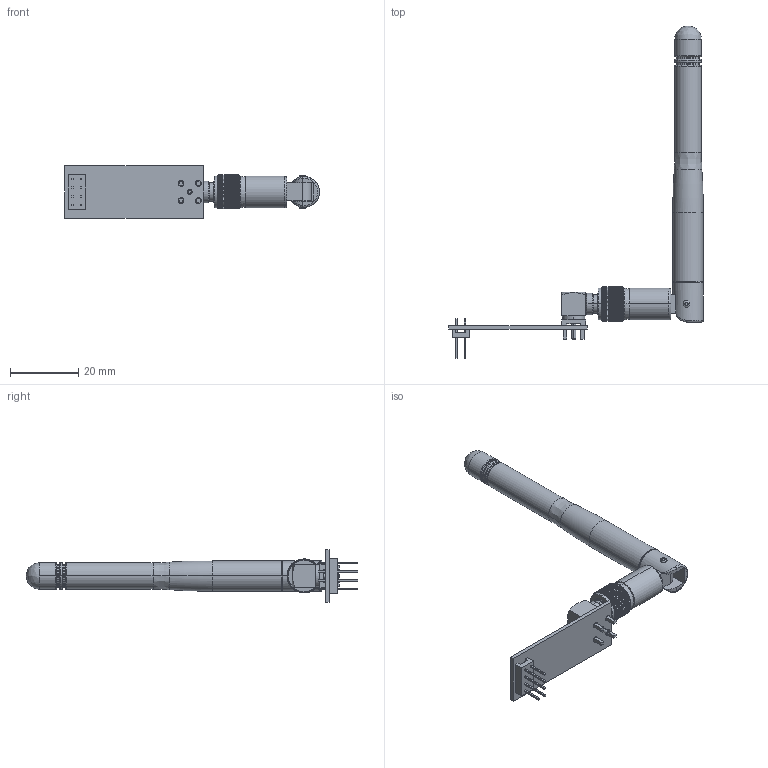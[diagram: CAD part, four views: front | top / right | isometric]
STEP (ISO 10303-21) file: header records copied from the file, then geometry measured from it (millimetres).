
FILE_DESCRIPTION (( 'STEP AP214' ), '1' );
FILE_NAME ('User Library-NRF24+SMA.STEP', '2019-04-27T23:10:21', ( '' ), ( '' ), 'SwSTEP 2.0', 'SolidWorks 2019', '' );
FILE_SCHEMA (( 'AUTOMOTIVE_DESIGN' ));
Length unit declared in the file: millimetre
Products named in the file (5): User Library-NRF24+SMA_plata___ _________; User Library-NRF24+SMA_User Library-PLD-8___ _________; User Library-NRF24+SMA_SMA Antenna; User Library-NRF24+SMA_6RFX; User Library-NRF24+SMA
Assembly tree (4 placements, depth 2):
  User Library-NRF24+SMA
    User Library-NRF24+SMA_plata___ _________
    User Library-NRF24+SMA_User Library-PLD-8___ _________
    User Library-NRF24+SMA_6RFX
    User Library-NRF24+SMA_SMA Antenna
Bounding box: 74.86 x 97.56 x 15.4 mm (x, y, z)
Volume: 7324.4 mm3; surface area: 6245.5 mm2
Topology: 4 solids, 4 shells, 718 faces, 1670 edges, 993 vertices
Faces by surface type: plane 325, bspline 190, cylinder 175, cone 18, torus 8, sphere 2
Entity records: 31988 total; most frequent: CARTESIAN_POINT 9933, ORIENTED_EDGE 3332, DIRECTION 2884, EDGE_CURVE 1666, AXIS2_PLACEMENT_3D 1083, VERTEX_POINT 993, EDGE_LOOP 783, LINE 718
